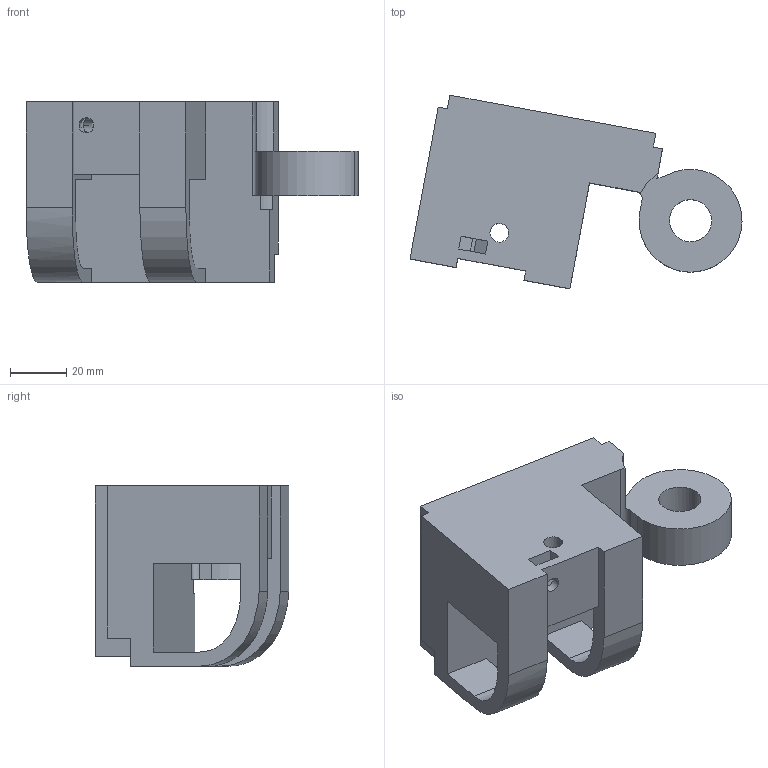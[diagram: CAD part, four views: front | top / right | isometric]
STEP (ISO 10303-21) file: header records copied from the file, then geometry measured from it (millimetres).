
FILE_DESCRIPTION (( 'STEP AP214' ), '1' );
FILE_NAME ('eye-back-right.STEP', '2024-04-22T10:05:11', ( '' ), ( '' ), 'SwSTEP 2.0', 'SolidWorks 2023', '' );
FILE_SCHEMA (( 'AUTOMOTIVE_DESIGN' ));
Length unit declared in the file: millimetre
Products named in the file (1): eye-back-right
Bounding box: 118.24 x 68.94 x 64.17 mm (x, y, z)
Volume: 186066.5 mm3; surface area: 33679.6 mm2
Topology: 1 solids, 1 shells, 59 faces, 173 edges, 115 vertices
Faces by surface type: plane 42, cylinder 13, bspline 4
Entity records: 2029 total; most frequent: CARTESIAN_POINT 416, ORIENTED_EDGE 346, DIRECTION 304, EDGE_CURVE 173, LINE 138, VECTOR 138, VERTEX_POINT 115, AXIS2_PLACEMENT_3D 83
